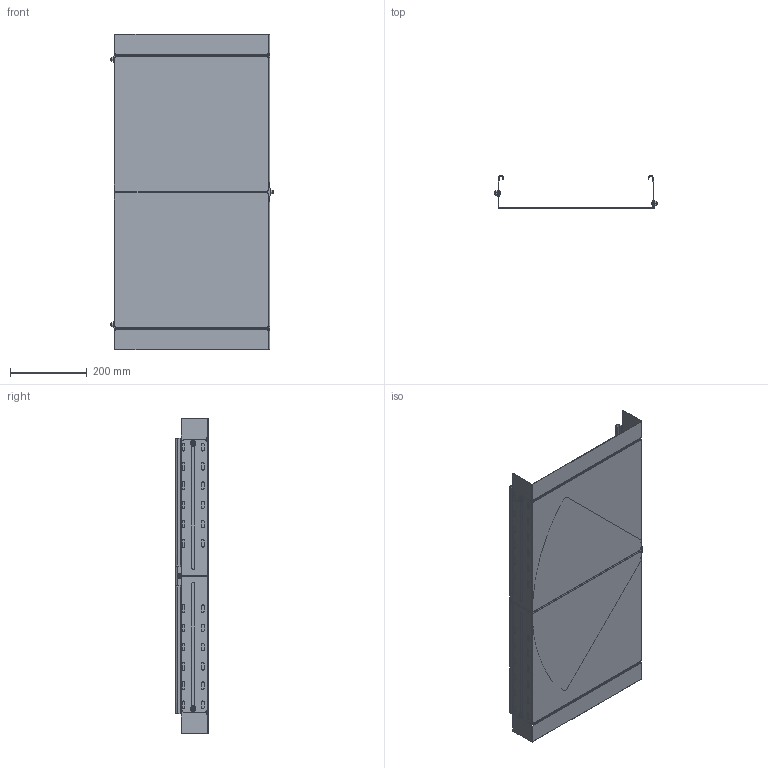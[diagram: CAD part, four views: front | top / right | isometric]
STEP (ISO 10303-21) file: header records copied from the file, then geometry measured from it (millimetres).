
FILE_DESCRIPTION(/* description */ (''),/* implementation_level */ '2;1');
FILE_NAME(/* name */ '6040608',/* time_stamp */ '2014-10-22T12:43:43+02:00',/* author */ (''),/* organization */ (''),/* preprocessor_version */ 'ST-DEVELOPER v15',/* originating_system */ '',/* authorisation */ '');
FILE_SCHEMA (('AUTOMOTIVE_DESIGN'));
Length unit declared in the file: millimetre
Products named in the file (2): Document; Block 01
Assembly tree (1 placements, depth 2):
  Document
    Block 01
Bounding box: 425 x 86.75 x 820 mm (x, y, z)
Volume: 841678.5 mm3; surface area: 1357888.5 mm2
Topology: 5 solids, 8 shells, 752 faces, 1988 edges, 1235 vertices
Faces by surface type: bspline 411, plane 341
Entity records: 26891 total; most frequent: CARTESIAN_POINT 15059, ORIENTED_EDGE 3928, EDGE_CURVE 1982, VERTEX_POINT 1235, B_SPLINE_CURVE_WITH_KNOTS 1039, EDGE_LOOP 899, ADVANCED_FACE 752, FACE_OUTER_BOUND 752
